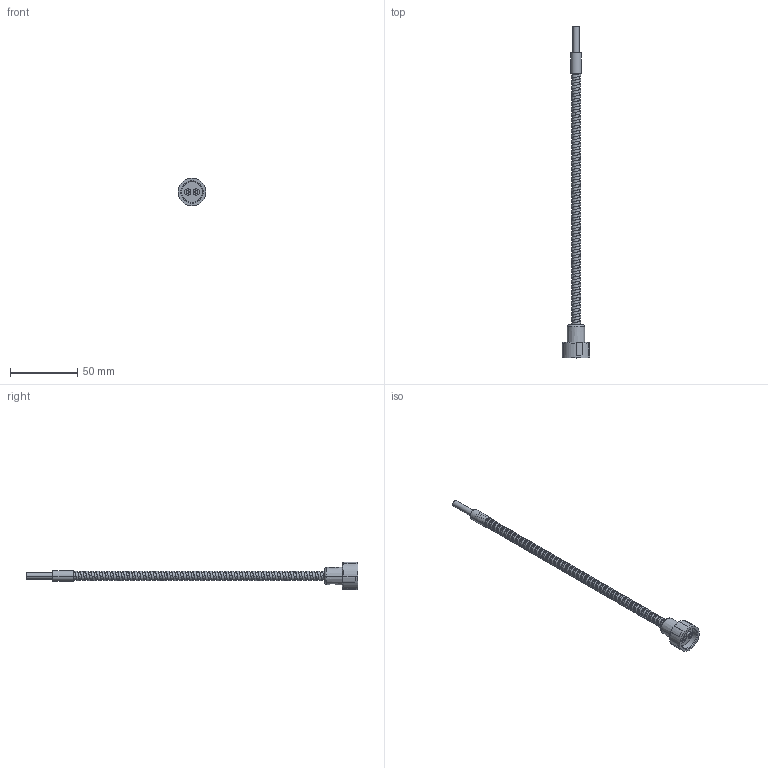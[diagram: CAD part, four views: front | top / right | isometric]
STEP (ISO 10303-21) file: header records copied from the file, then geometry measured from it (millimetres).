
FILE_DESCRIPTION((''),'2;1');
FILE_NAME('CAD-8596_SW0001','2022-11-24T13:39:31',('creinig-se'),(''),'CREO PARAMETRIC BY PTC INC, 2019292','CREO PARAMETRIC BY PTC INC, 2019292','');
FILE_SCHEMA(('CONFIG_CONTROL_DESIGN','SHAPE_APPEARANCE_LAYERS_GROUPS'));
Length unit declared in the file: millimetre
Products named in the file (1): CAD-8596_SW0001
Bounding box: 20.6 x 246.5 x 20.6 mm (x, y, z)
Volume: 9328.4 mm3; surface area: 15183.5 mm2
Topology: 1 solids, 1 shells, 268 faces, 701 edges, 444 vertices
Faces by surface type: cylinder 147, plane 47, bspline 42, torus 16, cone 16
Entity records: 28739 total; most frequent: CARTESIAN_POINT 20487, ORIENTED_EDGE 1402, DIRECTION 1057, PRESENTATION_STYLE_ASSIGNMENT 702, STYLED_ITEM 702, CURVE_STYLE 701, EDGE_CURVE 701, VERTEX_POINT 444
